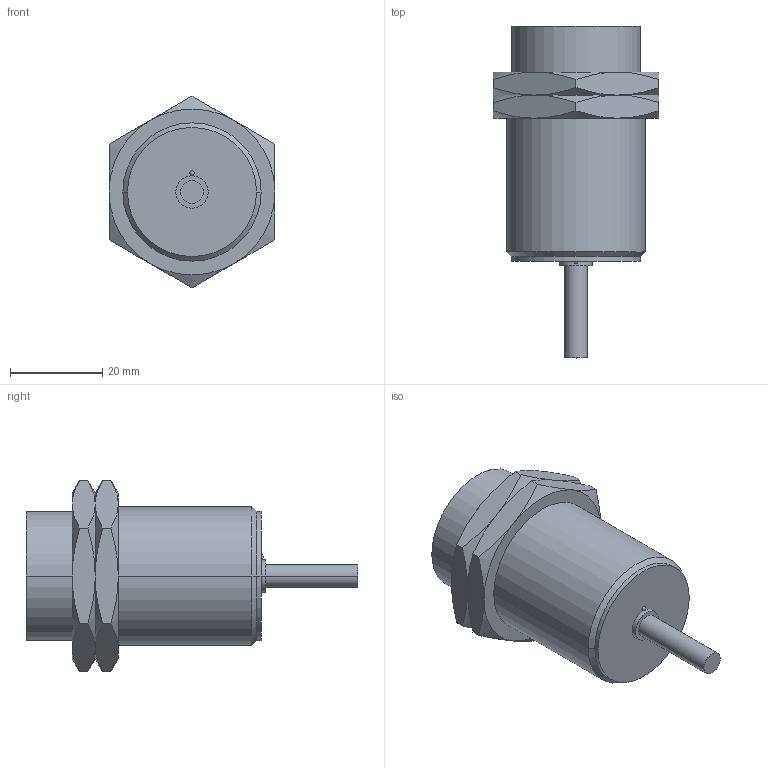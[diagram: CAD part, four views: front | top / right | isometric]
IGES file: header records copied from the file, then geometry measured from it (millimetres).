
Start section:  PTC IGES file: dw-ad-713-m30.igs
Global section: file name: dw-ad-713-m30.igs; native system:  by Parametric Technology Corporation; preprocessor: 2010230; organization: Unknown; date: 20110316.090950; units: millimetre
Bounding box: 36 x 72 x 41.57 mm (x, y, z)
Volume: 39362.7 mm3; surface area: 7603.6 mm2
Topology: 1 solids, 1 shells, 59 faces, 122 edges, 68 vertices
Faces by surface type: revolution 41, bspline 18
